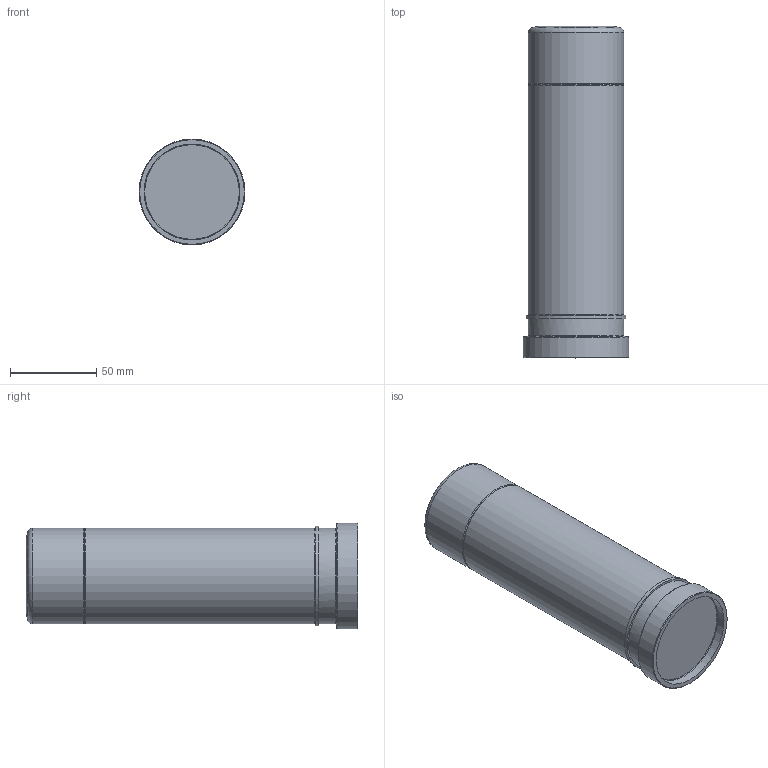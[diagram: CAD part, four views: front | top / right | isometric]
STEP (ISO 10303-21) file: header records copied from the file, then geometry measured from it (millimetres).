
FILE_DESCRIPTION(/* description */ (''),/* implementation_level */ '2;1');
FILE_NAME(/* name */ '99-7832_CLR.stp',/* time_stamp */ '2011-09-01T09:02:38-04:00',/* author */ (''),/* organization */ (''),/* preprocessor_version */ 'ST-DEVELOPER v11',/* originating_system */ 'SIEMENS PLM Software NX 7.5',/* authorisation */ '');
FILE_SCHEMA (('CONFIG_CONTROL_DESIGN'));
Length unit declared in the file: inch
Products named in the file (1): 99-7832
Bounding box: 61.49 x 192.53 x 61.49 mm (x, y, z)
Volume: 459857.3 mm3; surface area: 42928.5 mm2
Topology: 1 solids, 1 shells, 28 faces, 58 edges, 37 vertices
Faces by surface type: plane 12, cylinder 7, cone 5, torus 4
Full cylindrical faces by diameter (mm): 53.924 x1, 55.575 x3, 55.639 x1, 61.493 x1
Entity records: 698 total; most frequent: DIRECTION 120, CARTESIAN_POINT 95, ORIENTED_EDGE 72, AXIS2_PLACEMENT_3D 55, EDGE_LOOP 48, FACE_BOUND 40, EDGE_CURVE 36, VERTEX_POINT 30
